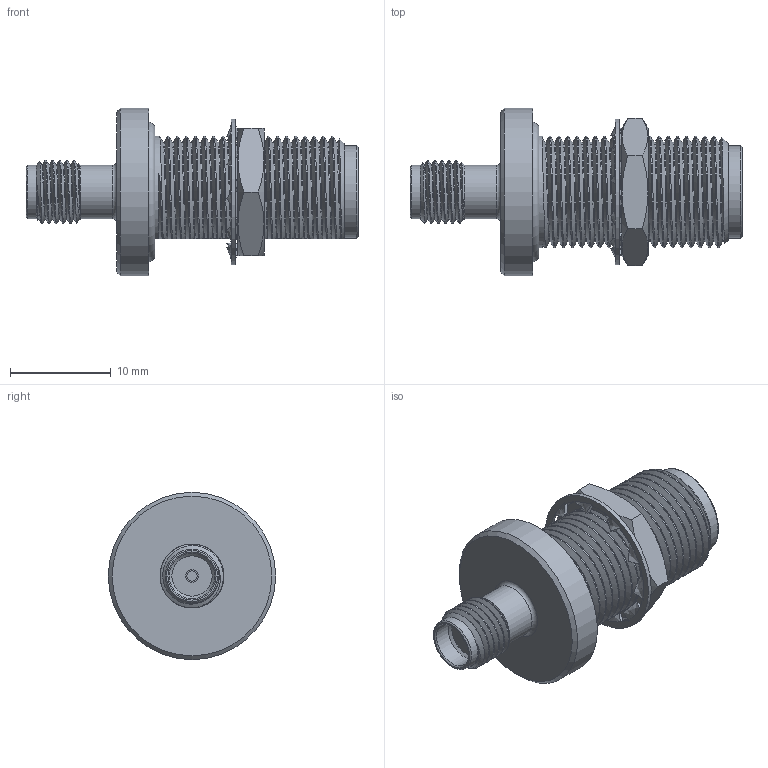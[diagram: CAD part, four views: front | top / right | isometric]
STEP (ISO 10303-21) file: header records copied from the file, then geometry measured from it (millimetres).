
FILE_DESCRIPTION (( 'STEP AP203' ), '1' );
FILE_NAME ('FMAD1234_3D.step', '2021-03-02T17:36:29', ( '' ), ( '' ), 'SwSTEP 2.0', 'SolidWorks 2018', '' );
FILE_SCHEMA (( 'CONFIG_CONTROL_DESIGN' ));
Length unit declared in the file: inch
Products named in the file (1): FMAD1234_3D
Bounding box: 33.02 x 16.64 x 16.64 mm (x, y, z)
Volume: 2402 mm3; surface area: 2888.9 mm2
Topology: 4 solids, 4 shells, 240 faces, 683 edges, 460 vertices
Faces by surface type: bspline 111, plane 55, cylinder 47, cone 23, torus 4
Full cylindrical faces by diameter (mm): 1.016 x1, 1.27 x1, 1.321 x1, 1.575 x2, 4.521 x1, 4.572 x1, 5.334 x2, 8.255 x1, 9.151 x1, 11.113 x1, 14.161 x1, 14.506 x1, 16.637 x1
Entity records: 54389 total; most frequent: CARTESIAN_POINT 49383, ORIENTED_EDGE 1284, DIRECTION 658, EDGE_CURVE 642, VERTEX_POINT 447, EDGE_LOOP 277, FACE_OUTER_BOUND 255, AXIS2_PLACEMENT_3D 239
